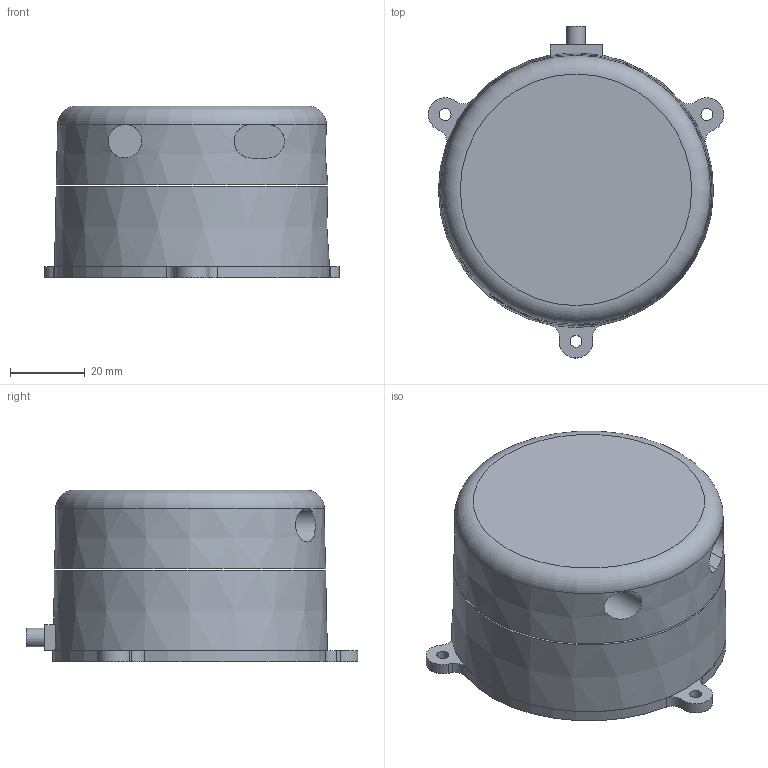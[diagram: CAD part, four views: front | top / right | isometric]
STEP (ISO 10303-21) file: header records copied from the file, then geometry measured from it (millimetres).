
FILE_DESCRIPTION(/* description */ (''),/* implementation_level */ '2;1');
FILE_NAME(/* name */ 'YDLidar G2.step',/* time_stamp */ '2020-09-10T14:51:25-04:00',/* author */ (''),/* organization */ (''),/* preprocessor_version */ 'ST-DEVELOPER v18.1',/* originating_system */ 'Autodesk Translation Framework v9.3.0.1241',/* authorisation */ '');
FILE_SCHEMA (('AUTOMOTIVE_DESIGN { 1 0 10303 214 3 1 1 }'));
Length unit declared in the file: millimetre
Products named in the file (5): YDLidar G2; Mounting Plate; Lidar Unit; Scanner; Base (1)
Assembly tree (4 placements, depth 3):
  YDLidar G2
    Mounting Plate
    Lidar Unit
      Scanner
      Base (1)
Bounding box: 79.12 x 88.92 x 46 mm (x, y, z)
Volume: 183681.4 mm3; surface area: 38153.7 mm2
Topology: 3 solids, 3 shells, 148 faces, 408 edges, 272 vertices
Faces by surface type: cylinder 112, plane 24, bspline 6, cone 5, torus 1
Full cylindrical faces by diameter (mm): 2.529 x18, 3.086 x9, 3.2 x6, 5 x1, 9 x1
Entity records: 10290 total; most frequent: CARTESIAN_POINT 6695, ORIENTED_EDGE 816, DIRECTION 583, EDGE_CURVE 408, VERTEX_POINT 272, AXIS2_PLACEMENT_3D 220, B_SPLINE_CURVE_WITH_KNOTS 196, EDGE_LOOP 166
